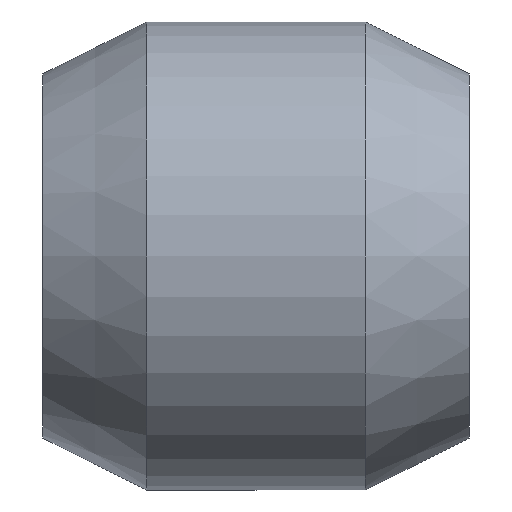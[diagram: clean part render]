
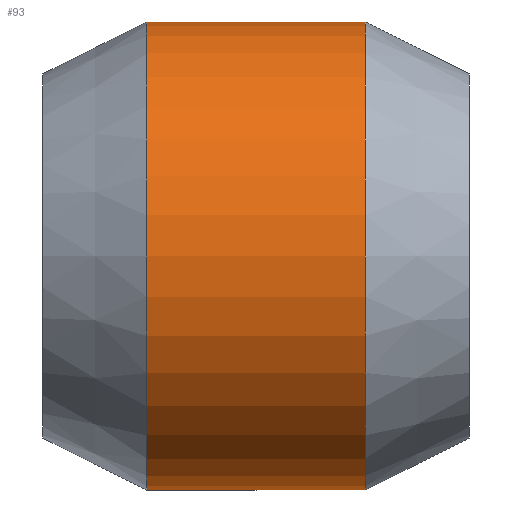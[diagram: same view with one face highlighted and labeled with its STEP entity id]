
A CAD part, front view. The second image highlights one B-rep face of the part: STEP entity #93.
In plain terms, the highlighted cylindrical face has radius 4.5 mm (diameter 9 mm), a full revolution.
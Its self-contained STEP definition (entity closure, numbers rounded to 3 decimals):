
#93=ADVANCED_FACE('',(#147,#149),#151,.T.);
#147=FACE_OUTER_BOUND('',#148,.T.);
#148=EDGE_LOOP('',(#166));
#149=FACE_OUTER_BOUND('',#150,.T.);
#150=EDGE_LOOP('',(#167));
#151=CYLINDRICAL_SURFACE('',#152,4.5);
#152=AXIS2_PLACEMENT_3D('',#153,#154,#155);
#153=CARTESIAN_POINT('',(-6.2,0.,4.5));
#154=DIRECTION('',(1.,0.,0.));
#155=DIRECTION('',(0.,0.,-1.));
#166=ORIENTED_EDGE('',*,*,#173,.F.);
#167=ORIENTED_EDGE('',*,*,#172,.T.);
#172=EDGE_CURVE('',#182,#182,#183,.T.);
#173=EDGE_CURVE('',#184,#184,#185,.T.);
#182=VERTEX_POINT('',#206);
#183=CIRCLE('',#207,4.5);
#184=VERTEX_POINT('',#211);
#185=CIRCLE('',#212,4.5);
#206=CARTESIAN_POINT('',(-6.2,0.,0.));
#207=AXIS2_PLACEMENT_3D('',#208,#209,#210);
#208=CARTESIAN_POINT('',(-6.2,0.,4.5));
#209=DIRECTION('',(1.,0.,0.));
#210=DIRECTION('',(0.,0.,-1.));
#211=CARTESIAN_POINT('',(-2.,0.,0.));
#212=AXIS2_PLACEMENT_3D('',#213,#214,#215);
#213=CARTESIAN_POINT('',(-2.,0.,4.5));
#214=DIRECTION('',(1.,0.,0.));
#215=DIRECTION('',(0.,0.,-1.));
